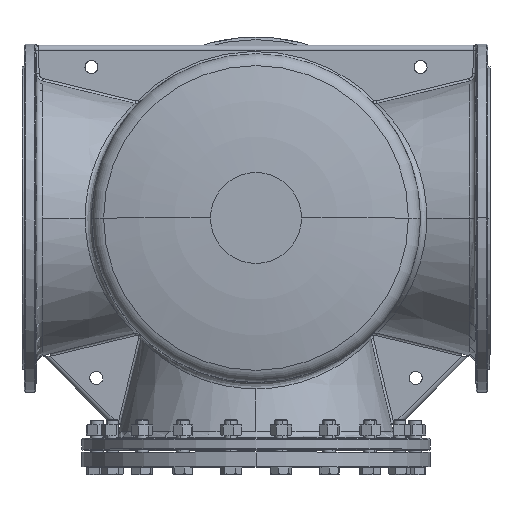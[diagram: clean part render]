
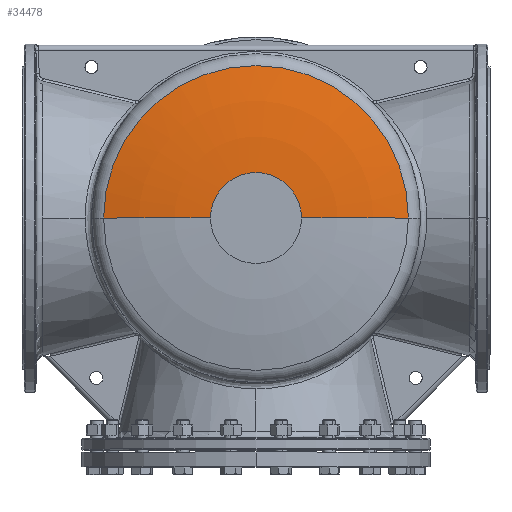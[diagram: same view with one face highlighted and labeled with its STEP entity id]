
A CAD part, top view. The second image highlights one B-rep face of the part: STEP entity #34478.
In plain terms, the highlighted toroidal (fillet/blend) face has major radius 72 mm and minor radius 946.25 mm.
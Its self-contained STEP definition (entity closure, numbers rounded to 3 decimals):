
#4935 = VERTEX_POINT ( 'NONE', #11067 ) ;
#5787 = CARTESIAN_POINT ( 'NONE',  ( 0., 0., -433.75 ) ) ;
#8311 = VERTEX_POINT ( 'NONE', #78318 ) ;
#10359 = DIRECTION ( 'NONE',  ( 0., 0., 1. ) ) ;
#10608 = DIRECTION ( 'NONE',  ( 0., 0., -1. ) ) ;
#11067 = CARTESIAN_POINT ( 'NONE',  ( -87.5, 0., 512.373 ) ) ;
#15235 = EDGE_CURVE ( 'NONE', #4935, #8311, #92319, .T. ) ;
#19926 = VERTEX_POINT ( 'NONE', #107509 ) ;
#27084 = ORIENTED_EDGE ( 'NONE', *, *, #139197, .T. ) ;
#33353 = DIRECTION ( 'NONE',  ( 0., 1., 0. ) ) ;
#34478 = ADVANCED_FACE ( 'NONE', ( #132145 ), #121576, .T. ) ;
#34568 = AXIS2_PLACEMENT_3D ( 'NONE', #144990, #77730, #10608 ) ;
#39367 = ORIENTED_EDGE ( 'NONE', *, *, #15235, .F. ) ;
#44053 = AXIS2_PLACEMENT_3D ( 'NONE', #55613, #134086, #66871 ) ;
#50894 = DIRECTION ( 'NONE',  ( 1., 0., 0. ) ) ;
#51150 = CARTESIAN_POINT ( 'NONE',  ( 87.5, 0., 512.373 ) ) ;
#55613 = CARTESIAN_POINT ( 'NONE',  ( 0., 0., 486.329 ) ) ;
#63153 = AXIS2_PLACEMENT_3D ( 'NONE', #100493, #33353, #111691 ) ;
#66424 = EDGE_CURVE ( 'NONE', #99004, #4935, #128669, .T. ) ;
#66871 = DIRECTION ( 'NONE',  ( 1., 0., 0. ) ) ;
#77490 = CARTESIAN_POINT ( 'NONE',  ( 0., 0., 512.373 ) ) ;
#77730 = DIRECTION ( 'NONE',  ( 0., -1., 0. ) ) ;
#78318 = CARTESIAN_POINT ( 'NONE',  ( -293.007, 0., 486.329 ) ) ;
#84193 = EDGE_CURVE ( 'NONE', #19926, #8311, #115661, .T. ) ;
#88785 = DIRECTION ( 'NONE',  ( 1., 0., 0. ) ) ;
#91062 = EDGE_LOOP ( 'NONE', ( #39367, #95631, #27084, #101726 ) ) ;
#92319 = CIRCLE ( 'NONE', #34568, 946.25 ) ;
#95631 = ORIENTED_EDGE ( 'NONE', *, *, #66424, .F. ) ;
#99004 = VERTEX_POINT ( 'NONE', #51150 ) ;
#100493 = CARTESIAN_POINT ( 'NONE',  ( 72., 0., -433.75 ) ) ;
#100944 = CIRCLE ( 'NONE', #63153, 946.25 ) ;
#101726 = ORIENTED_EDGE ( 'NONE', *, *, #84193, .T. ) ;
#107509 = CARTESIAN_POINT ( 'NONE',  ( 293.007, 0., 486.329 ) ) ;
#111691 = DIRECTION ( 'NONE',  ( -1., 0., 0. ) ) ;
#115661 = CIRCLE ( 'NONE', #44053, 293.007 ) ;
#118074 = DIRECTION ( 'NONE',  ( 0., 0., -1. ) ) ;
#118347 = AXIS2_PLACEMENT_3D ( 'NONE', #5787, #118074, #50894 ) ;
#121576 = TOROIDAL_SURFACE ( 'NONE', #118347, 72., 946.25 ) ;
#128669 = CIRCLE ( 'NONE', #144148, 87.5 ) ;
#132145 = FACE_OUTER_BOUND ( 'NONE', #91062, .T. ) ;
#134086 = DIRECTION ( 'NONE',  ( 0., 0., 1. ) ) ;
#139197 = EDGE_CURVE ( 'NONE', #99004, #19926, #100944, .T. ) ;
#144148 = AXIS2_PLACEMENT_3D ( 'NONE', #77490, #10359, #88785 ) ;
#144990 = CARTESIAN_POINT ( 'NONE',  ( -72., 0., -433.75 ) ) ;
